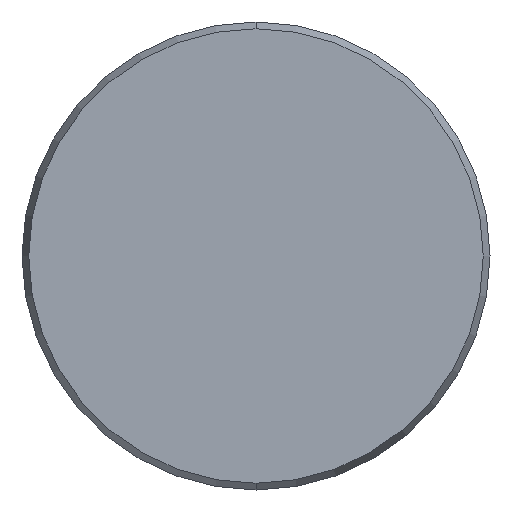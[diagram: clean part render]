
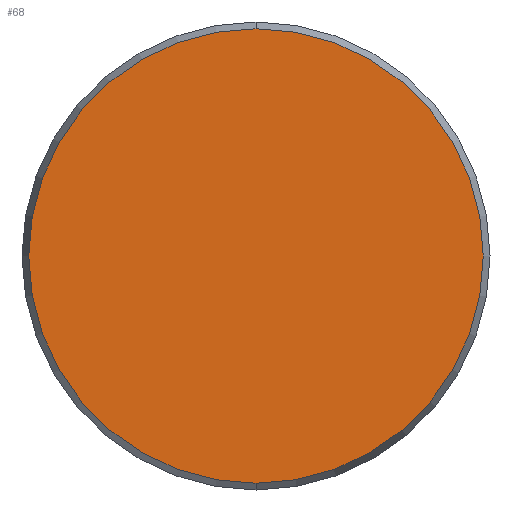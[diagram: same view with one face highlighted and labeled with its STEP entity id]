
A CAD part, front view. The second image highlights one B-rep face of the part: STEP entity #68.
In plain terms, the highlighted planar face has unit normal (0, -1, 0).
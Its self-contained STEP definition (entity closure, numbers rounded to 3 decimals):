
#3 = VERTEX_POINT ( 'NONE', #26 ) ;
#26 = CARTESIAN_POINT ( 'NONE',  ( 0., -0.5, -1.36 ) ) ;
#39 = DIRECTION ( 'NONE',  ( 0., 0., 1. ) ) ;
#56 = AXIS2_PLACEMENT_3D ( 'NONE', #189, #627, #39 ) ;
#68 = ADVANCED_FACE ( 'NONE', ( #476 ), #284, .F. ) ;
#101 = CARTESIAN_POINT ( 'NONE',  ( 0., -0.5, 1.36 ) ) ;
#105 = EDGE_CURVE ( 'NONE', #118, #3, #263, .T. ) ;
#118 = VERTEX_POINT ( 'NONE', #101 ) ;
#157 = CIRCLE ( 'NONE', #198, 1.36 ) ;
#159 = CARTESIAN_POINT ( 'NONE',  ( 0., -0.5, 0. ) ) ;
#189 = CARTESIAN_POINT ( 'NONE',  ( 0., -0.5, 0. ) ) ;
#198 = AXIS2_PLACEMENT_3D ( 'NONE', #159, #344, #593 ) ;
#220 = ORIENTED_EDGE ( 'NONE', *, *, #105, .T. ) ;
#236 = DIRECTION ( 'NONE',  ( 0., 0., 1. ) ) ;
#263 = CIRCLE ( 'NONE', #56, 1.36 ) ;
#275 = CARTESIAN_POINT ( 'NONE',  ( 0., -0.5, 0. ) ) ;
#284 = PLANE ( 'NONE',  #436 ) ;
#306 = EDGE_CURVE ( 'NONE', #3, #118, #157, .T. ) ;
#344 = DIRECTION ( 'NONE',  ( 0., -1., 0. ) ) ;
#351 = EDGE_LOOP ( 'NONE', ( #220, #605 ) ) ;
#436 = AXIS2_PLACEMENT_3D ( 'NONE', #275, #620, #236 ) ;
#476 = FACE_OUTER_BOUND ( 'NONE', #351, .T. ) ;
#593 = DIRECTION ( 'NONE',  ( 0., 0., 1. ) ) ;
#605 = ORIENTED_EDGE ( 'NONE', *, *, #306, .T. ) ;
#620 = DIRECTION ( 'NONE',  ( 0., 1., 0. ) ) ;
#627 = DIRECTION ( 'NONE',  ( 0., -1., 0. ) ) ;
